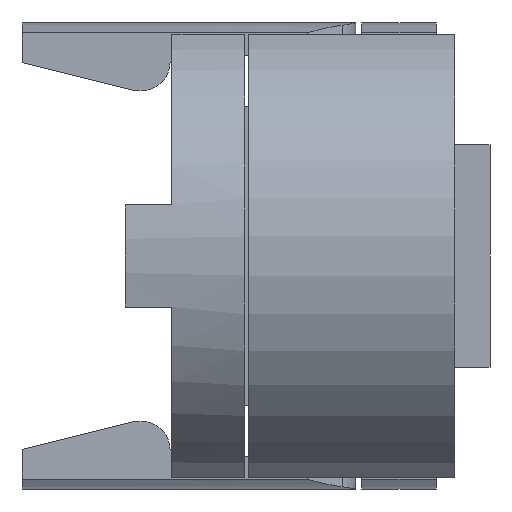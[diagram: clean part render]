
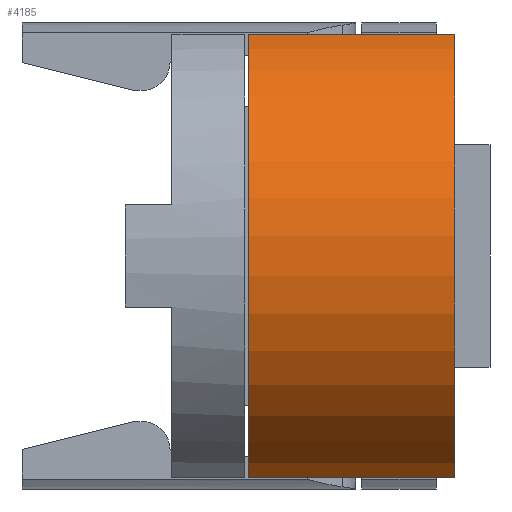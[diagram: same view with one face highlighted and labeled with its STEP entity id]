
A CAD part, front view. The second image highlights one B-rep face of the part: STEP entity #4185.
In plain terms, the highlighted cylindrical face has radius 12.55 mm (diameter 25.1 mm), a partial arc.
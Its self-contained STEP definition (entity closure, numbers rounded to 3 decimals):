
#334=FACE_OUTER_BOUND('',#552,.T.);
#552=EDGE_LOOP('',(#3315,#3316,#3317,#3318));
#839=LINE('',#6064,#1392);
#843=LINE('',#6072,#1396);
#1392=VECTOR('',#4897,10.);
#1396=VECTOR('',#4903,10.);
#1820=CIRCLE('',#4441,12.55);
#1826=CIRCLE('',#4485,12.55);
#1951=VERTEX_POINT('',#6061);
#1952=VERTEX_POINT('',#6063);
#1954=VERTEX_POINT('',#6069);
#1955=VERTEX_POINT('',#6071);
#2391=EDGE_CURVE('',#1952,#1951,#839,.T.);
#2395=EDGE_CURVE('',#1954,#1955,#843,.T.);
#2403=EDGE_CURVE('',#1955,#1951,#1820,.T.);
#2497=EDGE_CURVE('',#1952,#1954,#1826,.T.);
#3315=ORIENTED_EDGE('',*,*,#2395,.F.);
#3316=ORIENTED_EDGE('',*,*,#2497,.F.);
#3317=ORIENTED_EDGE('',*,*,#2391,.T.);
#3318=ORIENTED_EDGE('',*,*,#2403,.F.);
#4087=CYLINDRICAL_SURFACE('',#4484,12.55);
#4185=ADVANCED_FACE('',(#334),#4087,.T.);
#4441=AXIS2_PLACEMENT_3D('',#6087,#4921,#4922);
#4484=AXIS2_PLACEMENT_3D('',#6273,#5093,#5094);
#4485=AXIS2_PLACEMENT_3D('',#6274,#5095,#5096);
#4897=DIRECTION('',(1.,0.,0.));
#4903=DIRECTION('',(1.,0.,0.));
#4921=DIRECTION('center_axis',(1.,0.,0.));
#4922=DIRECTION('ref_axis',(0.,-0.305,0.952));
#5093=DIRECTION('center_axis',(-1.,0.,0.));
#5094=DIRECTION('ref_axis',(0.,0.,-1.));
#5095=DIRECTION('center_axis',(-1.,0.,0.));
#5096=DIRECTION('ref_axis',(0.,0.,-1.));
#6061=CARTESIAN_POINT('',(10.5,-3.825,-11.953));
#6063=CARTESIAN_POINT('',(-0.6,-3.825,-11.953));
#6064=CARTESIAN_POINT('',(0.,-3.825,-11.953));
#6069=CARTESIAN_POINT('',(-0.6,-3.825,11.953));
#6071=CARTESIAN_POINT('',(10.5,-3.825,11.953));
#6072=CARTESIAN_POINT('',(0.,-3.825,11.953));
#6087=CARTESIAN_POINT('Origin',(10.5,0.,0.));
#6273=CARTESIAN_POINT('Origin',(0.,0.,0.));
#6274=CARTESIAN_POINT('Origin',(-0.6,0.,0.));
